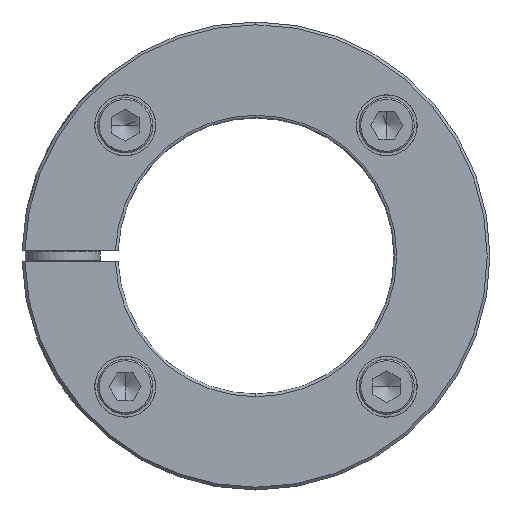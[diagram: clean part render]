
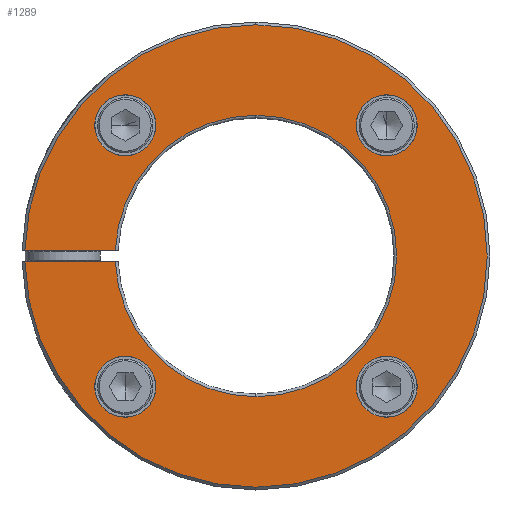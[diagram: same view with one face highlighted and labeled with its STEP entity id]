
A CAD part, left-side view. The second image highlights one B-rep face of the part: STEP entity #1289.
In plain terms, the highlighted planar face has unit normal (-1, 0, 0).
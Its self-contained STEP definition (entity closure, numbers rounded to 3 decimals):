
#5 = EDGE_LOOP ( 'NONE', ( #587, #4463 ) ) ;
#26 = AXIS2_PLACEMENT_3D ( 'NONE', #3766, #1543, #1961 ) ;
#54 = VERTEX_POINT ( 'NONE', #5840 ) ;
#84 = ORIENTED_EDGE ( 'NONE', *, *, #5533, .F. ) ;
#97 = CIRCLE ( 'NONE', #3392, 5.53 ) ;
#126 = EDGE_CURVE ( 'NONE', #5290, #4947, #3331, .T. ) ;
#127 = AXIS2_PLACEMENT_3D ( 'NONE', #2348, #3718, #926 ) ;
#306 = AXIS2_PLACEMENT_3D ( 'NONE', #5657, #1630, #5688 ) ;
#328 = CIRCLE ( 'NONE', #3070, 5.53 ) ;
#343 = CARTESIAN_POINT ( 'NONE',  ( 0., 25., 0. ) ) ;
#391 = CARTESIAN_POINT ( 'NONE',  ( 0., 23.688, -29.218 ) ) ;
#403 = FACE_BOUND ( 'NONE', #2323, .T. ) ;
#436 = FACE_BOUND ( 'NONE', #2528, .T. ) ;
#587 = ORIENTED_EDGE ( 'NONE', *, *, #2889, .F. ) ;
#662 = DIRECTION ( 'NONE',  ( 0., 0., 1. ) ) ;
#690 = DIRECTION ( 'NONE',  ( -1., 0., 0. ) ) ;
#697 = CIRCLE ( 'NONE', #1840, 41.9 ) ;
#741 = DIRECTION ( 'NONE',  ( 0., 0., -1. ) ) ;
#749 = ORIENTED_EDGE ( 'NONE', *, *, #126, .F. ) ;
#769 = AXIS2_PLACEMENT_3D ( 'NONE', #1489, #3236, #5550 ) ;
#841 = CARTESIAN_POINT ( 'NONE',  ( 0., 0., 25.5 ) ) ;
#862 = LINE ( 'NONE', #4000, #5631 ) ;
#864 = CARTESIAN_POINT ( 'NONE',  ( 0., 23.688, -23.688 ) ) ;
#926 = DIRECTION ( 'NONE',  ( 0., 0., 1. ) ) ;
#1024 = CARTESIAN_POINT ( 'NONE',  ( 0., -23.688, -18.158 ) ) ;
#1106 = EDGE_CURVE ( 'NONE', #3267, #5546, #2101, .T. ) ;
#1105 = CARTESIAN_POINT ( 'NONE',  ( 0., 0., -41.9 ) ) ;
#1126 = CARTESIAN_POINT ( 'NONE',  ( 0., 23.688, -23.688 ) ) ;
#1289 = ADVANCED_FACE ( 'NONE', ( #1346, #436, #403, #3156, #3478 ), #3094, .F. ) ;
#1346 = FACE_OUTER_BOUND ( 'NONE', #4673, .T. ) ;
#1378 = CARTESIAN_POINT ( 'NONE',  ( 0., 25.48, 1. ) ) ;
#1408 = EDGE_CURVE ( 'NONE', #4947, #5290, #4645, .T. ) ;
#1416 = VERTEX_POINT ( 'NONE', #3276 ) ;
#1427 = DIRECTION ( 'NONE',  ( 0., 0., -1. ) ) ;
#1443 = AXIS2_PLACEMENT_3D ( 'NONE', #343, #3919, #4898 ) ;
#1445 = CIRCLE ( 'NONE', #306, 41.9 ) ;
#1480 = ORIENTED_EDGE ( 'NONE', *, *, #4914, .F. ) ;
#1489 = CARTESIAN_POINT ( 'NONE',  ( 0., -23.688, -23.688 ) ) ;
#1543 = DIRECTION ( 'NONE',  ( -1., 0., 0. ) ) ;
#1548 = DIRECTION ( 'NONE',  ( 1., 0., 0. ) ) ;
#1582 = CARTESIAN_POINT ( 'NONE',  ( 0., 45., -1. ) ) ;
#1630 = DIRECTION ( 'NONE',  ( -1., 0., 0. ) ) ;
#1646 = DIRECTION ( 'NONE',  ( -1., 0., 0. ) ) ;
#1757 = CARTESIAN_POINT ( 'NONE',  ( 0., -23.688, -29.218 ) ) ;
#1799 = VERTEX_POINT ( 'NONE', #1378 ) ;
#1824 = CIRCLE ( 'NONE', #3996, 5.53 ) ;
#1840 = AXIS2_PLACEMENT_3D ( 'NONE', #2479, #5151, #3843 ) ;
#1871 = CIRCLE ( 'NONE', #4516, 25.5 ) ;
#1887 = EDGE_CURVE ( 'NONE', #5277, #2944, #3480, .T. ) ;
#1898 = DIRECTION ( 'NONE',  ( -1., 0., 0. ) ) ;
#1910 = CARTESIAN_POINT ( 'NONE',  ( 0., -23.688, 18.158 ) ) ;
#1941 = VERTEX_POINT ( 'NONE', #1910 ) ;
#1961 = DIRECTION ( 'NONE',  ( 0., 0., 1. ) ) ;
#1974 = EDGE_CURVE ( 'NONE', #1799, #5277, #1871, .T. ) ;
#2017 = DIRECTION ( 'NONE',  ( 1., 0., 0. ) ) ;
#2101 = CIRCLE ( 'NONE', #2568, 41.9 ) ;
#2116 = ORIENTED_EDGE ( 'NONE', *, *, #1408, .F. ) ;
#2127 = ORIENTED_EDGE ( 'NONE', *, *, #2511, .T. ) ;
#2226 = CARTESIAN_POINT ( 'NONE',  ( 0., 23.688, 23.688 ) ) ;
#2323 = EDGE_LOOP ( 'NONE', ( #2116, #749 ) ) ;
#2327 = CIRCLE ( 'NONE', #5531, 25.5 ) ;
#2348 = CARTESIAN_POINT ( 'NONE',  ( 0., -23.688, 23.688 ) ) ;
#2479 = CARTESIAN_POINT ( 'NONE',  ( 0., 0., 0. ) ) ;
#2511 = EDGE_CURVE ( 'NONE', #4861, #3267, #697, .T. ) ;
#2528 = EDGE_LOOP ( 'NONE', ( #2910, #5382 ) ) ;
#2568 = AXIS2_PLACEMENT_3D ( 'NONE', #4618, #1898, #1427 ) ;
#2579 = EDGE_CURVE ( 'NONE', #1799, #5546, #862, .T. ) ;
#2585 = EDGE_CURVE ( 'NONE', #2944, #54, #2327, .T. ) ;
#2628 = EDGE_CURVE ( 'NONE', #2719, #1416, #328, .T. ) ;
#2665 = DIRECTION ( 'NONE',  ( 1., 0., 0. ) ) ;
#2719 = VERTEX_POINT ( 'NONE', #2784 ) ;
#2774 = CARTESIAN_POINT ( 'NONE',  ( 0., 23.688, -18.158 ) ) ;
#2784 = CARTESIAN_POINT ( 'NONE',  ( 0., 23.688, 18.158 ) ) ;
#2852 = CARTESIAN_POINT ( 'NONE',  ( 0., 41.888, 1. ) ) ;
#2881 = CIRCLE ( 'NONE', #3646, 5.53 ) ;
#2889 = EDGE_CURVE ( 'NONE', #1416, #2719, #2881, .T. ) ;
#2910 = ORIENTED_EDGE ( 'NONE', *, *, #5822, .F. ) ;
#2940 = DIRECTION ( 'NONE',  ( 0., 0., 1. ) ) ;
#2944 = VERTEX_POINT ( 'NONE', #4991 ) ;
#2977 = VERTEX_POINT ( 'NONE', #2774 ) ;
#2981 = CARTESIAN_POINT ( 'NONE',  ( 0., 23.688, 23.688 ) ) ;
#2991 = ORIENTED_EDGE ( 'NONE', *, *, #1106, .T. ) ;
#3070 = AXIS2_PLACEMENT_3D ( 'NONE', #2226, #3172, #5802 ) ;
#3083 = VERTEX_POINT ( 'NONE', #4575 ) ;
#3084 = DIRECTION ( 'NONE',  ( 0., 0., -1. ) ) ;
#3094 = PLANE ( 'NONE',  #1443 ) ;
#3139 = CARTESIAN_POINT ( 'NONE',  ( 0., -23.688, 29.218 ) ) ;
#3145 = CIRCLE ( 'NONE', #127, 5.53 ) ;
#3156 = FACE_BOUND ( 'NONE', #4942, .T. ) ;
#3172 = DIRECTION ( 'NONE',  ( -1., 0., 0. ) ) ;
#3236 = DIRECTION ( 'NONE',  ( -1., 0., 0. ) ) ;
#3267 = VERTEX_POINT ( 'NONE', #5387 ) ;
#3276 = CARTESIAN_POINT ( 'NONE',  ( 0., 23.688, 29.218 ) ) ;
#3331 = CIRCLE ( 'NONE', #769, 5.53 ) ;
#3392 = AXIS2_PLACEMENT_3D ( 'NONE', #1126, #690, #2940 ) ;
#3396 = LINE ( 'NONE', #1582, #4959 ) ;
#3478 = FACE_BOUND ( 'NONE', #5, .T. ) ;
#3480 = CIRCLE ( 'NONE', #4229, 25.5 ) ;
#3626 = AXIS2_PLACEMENT_3D ( 'NONE', #4668, #3775, #662 ) ;
#3646 = AXIS2_PLACEMENT_3D ( 'NONE', #2981, #1646, #4778 ) ;
#3688 = EDGE_CURVE ( 'NONE', #5765, #2977, #97, .T. ) ;
#3718 = DIRECTION ( 'NONE',  ( -1., 0., 0. ) ) ;
#3766 = CARTESIAN_POINT ( 'NONE',  ( 0., -23.688, 23.688 ) ) ;
#3775 = DIRECTION ( 'NONE',  ( -1., 0., 0. ) ) ;
#3808 = DIRECTION ( 'NONE',  ( 0., -1., 0. ) ) ;
#3843 = DIRECTION ( 'NONE',  ( 0., 0., -1. ) ) ;
#3919 = DIRECTION ( 'NONE',  ( 1., 0., 0. ) ) ;
#3996 = AXIS2_PLACEMENT_3D ( 'NONE', #864, #5834, #4379 ) ;
#4000 = CARTESIAN_POINT ( 'NONE',  ( 0., 45., 1. ) ) ;
#4096 = CIRCLE ( 'NONE', #26, 5.53 ) ;
#4192 = ORIENTED_EDGE ( 'NONE', *, *, #2585, .T. ) ;
#4212 = DIRECTION ( 'NONE',  ( 0., 0., -1. ) ) ;
#4229 = AXIS2_PLACEMENT_3D ( 'NONE', #5557, #1548, #4212 ) ;
#4263 = ORIENTED_EDGE ( 'NONE', *, *, #5605, .T. ) ;
#4320 = ORIENTED_EDGE ( 'NONE', *, *, #5690, .F. ) ;
#4379 = DIRECTION ( 'NONE',  ( 0., 0., 1. ) ) ;
#4386 = CARTESIAN_POINT ( 'NONE',  ( 0., 0., 0. ) ) ;
#4407 = CARTESIAN_POINT ( 'NONE',  ( 0., 0., 0. ) ) ;
#4424 = ORIENTED_EDGE ( 'NONE', *, *, #1887, .T. ) ;
#4463 = ORIENTED_EDGE ( 'NONE', *, *, #2628, .F. ) ;
#4516 = AXIS2_PLACEMENT_3D ( 'NONE', #4386, #2017, #741 ) ;
#4548 = ORIENTED_EDGE ( 'NONE', *, *, #1974, .T. ) ;
#4575 = CARTESIAN_POINT ( 'NONE',  ( 0., 41.888, -1. ) ) ;
#4618 = CARTESIAN_POINT ( 'NONE',  ( 0., 0., 0. ) ) ;
#4637 = ORIENTED_EDGE ( 'NONE', *, *, #2579, .F. ) ;
#4645 = CIRCLE ( 'NONE', #3626, 5.53 ) ;
#4668 = CARTESIAN_POINT ( 'NONE',  ( 0., -23.688, -23.688 ) ) ;
#4673 = EDGE_LOOP ( 'NONE', ( #4548, #4424, #4192, #1480, #4263, #2127, #2991, #4637 ) ) ;
#4679 = VERTEX_POINT ( 'NONE', #3139 ) ;
#4778 = DIRECTION ( 'NONE',  ( 0., 0., 1. ) ) ;
#4861 = VERTEX_POINT ( 'NONE', #1105 ) ;
#4898 = DIRECTION ( 'NONE',  ( 0., 0., -1. ) ) ;
#4914 = EDGE_CURVE ( 'NONE', #3083, #54, #3396, .T. ) ;
#4942 = EDGE_LOOP ( 'NONE', ( #84, #4320 ) ) ;
#4947 = VERTEX_POINT ( 'NONE', #1024 ) ;
#4959 = VECTOR ( 'NONE', #3808, 1000. ) ;
#4991 = CARTESIAN_POINT ( 'NONE',  ( 0., 0., -25.5 ) ) ;
#5151 = DIRECTION ( 'NONE',  ( -1., 0., 0. ) ) ;
#5277 = VERTEX_POINT ( 'NONE', #841 ) ;
#5290 = VERTEX_POINT ( 'NONE', #1757 ) ;
#5334 = DIRECTION ( 'NONE',  ( 0., 1., 0. ) ) ;
#5382 = ORIENTED_EDGE ( 'NONE', *, *, #3688, .F. ) ;
#5387 = CARTESIAN_POINT ( 'NONE',  ( 0., 0., 41.9 ) ) ;
#5531 = AXIS2_PLACEMENT_3D ( 'NONE', #4407, #2665, #3084 ) ;
#5533 = EDGE_CURVE ( 'NONE', #4679, #1941, #3145, .T. ) ;
#5546 = VERTEX_POINT ( 'NONE', #2852 ) ;
#5550 = DIRECTION ( 'NONE',  ( 0., 0., 1. ) ) ;
#5557 = CARTESIAN_POINT ( 'NONE',  ( 0., 0., 0. ) ) ;
#5605 = EDGE_CURVE ( 'NONE', #3083, #4861, #1445, .T. ) ;
#5631 = VECTOR ( 'NONE', #5334, 1000. ) ;
#5657 = CARTESIAN_POINT ( 'NONE',  ( 0., 0., 0. ) ) ;
#5688 = DIRECTION ( 'NONE',  ( 0., 0., -1. ) ) ;
#5690 = EDGE_CURVE ( 'NONE', #1941, #4679, #4096, .T. ) ;
#5765 = VERTEX_POINT ( 'NONE', #391 ) ;
#5802 = DIRECTION ( 'NONE',  ( 0., 0., 1. ) ) ;
#5822 = EDGE_CURVE ( 'NONE', #2977, #5765, #1824, .T. ) ;
#5834 = DIRECTION ( 'NONE',  ( -1., 0., 0. ) ) ;
#5840 = CARTESIAN_POINT ( 'NONE',  ( 0., 25.48, -1. ) ) ;
